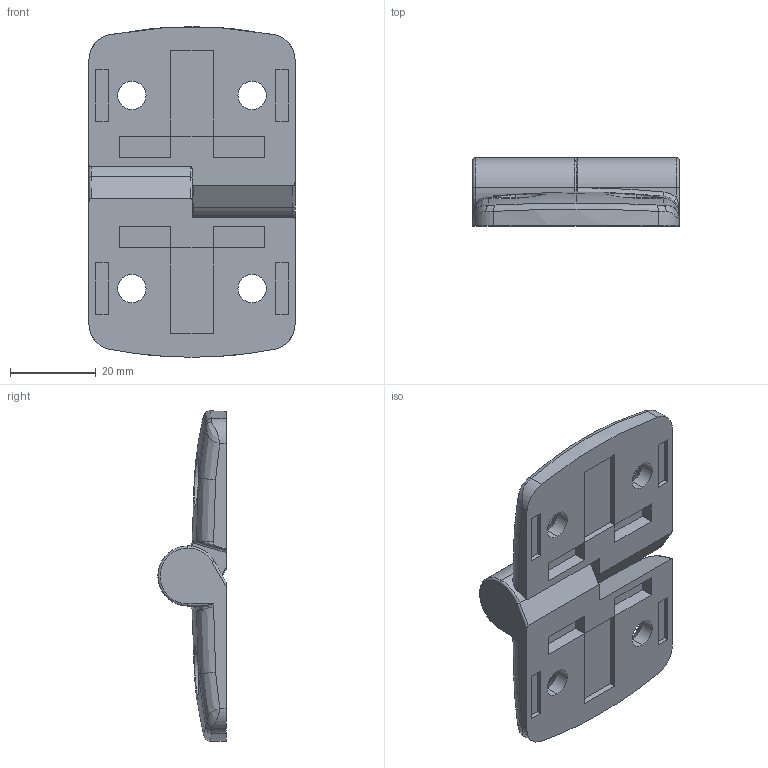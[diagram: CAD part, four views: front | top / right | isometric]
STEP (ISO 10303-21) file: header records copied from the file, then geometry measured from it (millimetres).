
FILE_DESCRIPTION (( 'STEP AP203' ), '1' );
FILE_NAME ('402600001_c_1.STEP', '2022-12-18T05:06:15', ( '' ), ( '' ), 'SwSTEP 2.0', 'SolidWorks 2014', '' );
FILE_SCHEMA (( 'CONFIG_CONTROL_DESIGN' ));
Length unit declared in the file: millimetre
Products named in the file (1): 402600001_c_1
Bounding box: 48 x 15.9 x 77 mm (x, y, z)
Volume: 24611.2 mm3; surface area: 12402.4 mm2
Topology: 3 solids, 3 shells, 182 faces, 453 edges, 281 vertices
Faces by surface type: plane 70, cylinder 49, bspline 38, torus 13, cone 12
Entity records: 7582 total; most frequent: CARTESIAN_POINT 3532, ORIENTED_EDGE 894, DIRECTION 717, EDGE_CURVE 447, VERTEX_POINT 281, AXIS2_PLACEMENT_3D 256, LINE 205, VECTOR 205
